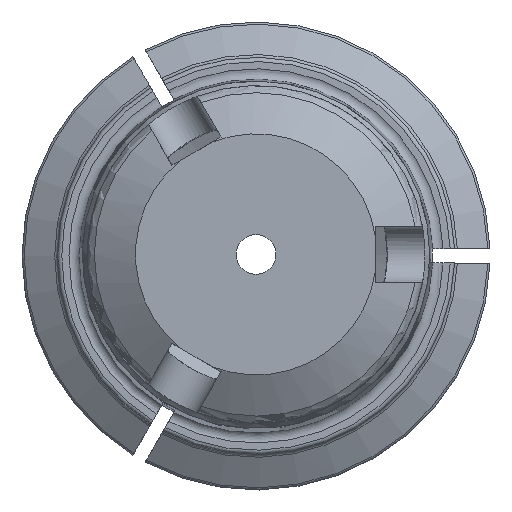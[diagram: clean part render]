
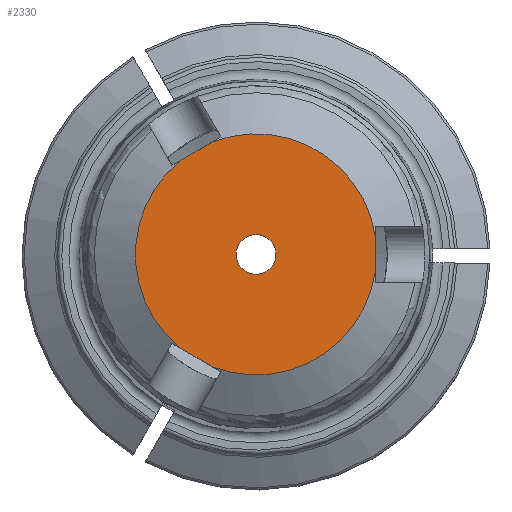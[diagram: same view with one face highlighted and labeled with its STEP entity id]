
A CAD part, top view. The second image highlights one B-rep face of the part: STEP entity #2330.
In plain terms, the highlighted planar face has unit normal (0, 0, 1).
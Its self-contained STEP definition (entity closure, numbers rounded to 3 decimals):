
#33=PLANE('',#2447);
#88=LINE('',#3235,#166);
#91=LINE('',#3353,#169);
#92=LINE('',#3356,#170);
#166=VECTOR('',#2658,1000.);
#169=VECTOR('',#2685,1000.);
#170=VECTOR('',#2688,1000.);
#412=ORIENTED_EDGE('',*,*,#856,.T.);
#413=ORIENTED_EDGE('',*,*,#890,.T.);
#414=ORIENTED_EDGE('',*,*,#909,.T.);
#415=ORIENTED_EDGE('',*,*,#854,.T.);
#416=ORIENTED_EDGE('',*,*,#881,.T.);
#417=ORIENTED_EDGE('',*,*,#910,.T.);
#418=ORIENTED_EDGE('',*,*,#911,.T.);
#854=EDGE_CURVE('',#1112,#1111,#1287,.T.);
#856=EDGE_CURVE('',#1113,#1113,#1288,.T.);
#881=EDGE_CURVE('',#1111,#1135,#88,.T.);
#890=EDGE_CURVE('',#1141,#1140,#1294,.T.);
#909=EDGE_CURVE('',#1140,#1112,#91,.T.);
#910=EDGE_CURVE('',#1135,#1154,#1300,.T.);
#911=EDGE_CURVE('',#1154,#1141,#92,.T.);
#1111=VERTEX_POINT('',#3120);
#1112=VERTEX_POINT('',#3122);
#1113=VERTEX_POINT('',#3129);
#1135=VERTEX_POINT('',#3234);
#1140=VERTEX_POINT('',#3266);
#1141=VERTEX_POINT('',#3268);
#1154=VERTEX_POINT('',#3355);
#1287=CIRCLE('',#2424,8.5);
#1288=CIRCLE('',#2426,1.4);
#1294=CIRCLE('',#2439,8.5);
#1300=CIRCLE('',#2448,8.5);
#1395=EDGE_LOOP('',(#412));
#1396=EDGE_LOOP('',(#413,#414,#415,#416,#417,#418));
#1519=FACE_BOUND('',#1395,.T.);
#1520=FACE_BOUND('',#1396,.T.);
#2330=ADVANCED_FACE('',(#1519,#1520),#33,.F.);
#2424=AXIS2_PLACEMENT_3D('',#3121,#2630,#2631);
#2426=AXIS2_PLACEMENT_3D('',#3128,#2634,#2635);
#2439=AXIS2_PLACEMENT_3D('',#3267,#2667,#2668);
#2447=AXIS2_PLACEMENT_3D('',#3352,#2683,#2684);
#2448=AXIS2_PLACEMENT_3D('',#3354,#2686,#2687);
#2630=DIRECTION('',(0.,0.,1.));
#2631=DIRECTION('',(1.,0.,0.));
#2634=DIRECTION('',(0.,0.,-1.));
#2635=DIRECTION('',(0.,1.,0.));
#2658=DIRECTION('',(0.866,-0.5,0.));
#2667=DIRECTION('',(0.,0.,1.));
#2668=DIRECTION('',(1.,0.,0.));
#2683=DIRECTION('',(0.,0.,-1.));
#2684=DIRECTION('',(-1.,0.,0.));
#2685=DIRECTION('',(-0.866,-0.5,0.));
#2686=DIRECTION('',(0.,0.,1.));
#2687=DIRECTION('',(1.,0.,0.));
#2688=DIRECTION('',(0.,1.,0.));
#3120=CARTESIAN_POINT('',(-5.326,-6.625,67.9));
#3121=CARTESIAN_POINT('',(0.,0.,67.9));
#3122=CARTESIAN_POINT('',(-5.326,6.625,67.9));
#3128=CARTESIAN_POINT('',(0.,0.,67.9));
#3129=CARTESIAN_POINT('',(0.,1.4,67.9));
#3234=CARTESIAN_POINT('',(-3.074,-7.925,67.9));
#3235=CARTESIAN_POINT('',(-2.468,-8.275,67.9));
#3266=CARTESIAN_POINT('',(-3.074,7.925,67.9));
#3267=CARTESIAN_POINT('',(0.,0.,67.9));
#3268=CARTESIAN_POINT('',(8.4,1.3,67.9));
#3352=CARTESIAN_POINT('',(11.9,0.,67.9));
#3353=CARTESIAN_POINT('',(-5.932,6.275,67.9));
#3354=CARTESIAN_POINT('',(0.,0.,67.9));
#3355=CARTESIAN_POINT('',(8.4,-1.3,67.9));
#3356=CARTESIAN_POINT('',(8.4,2.,67.9));
